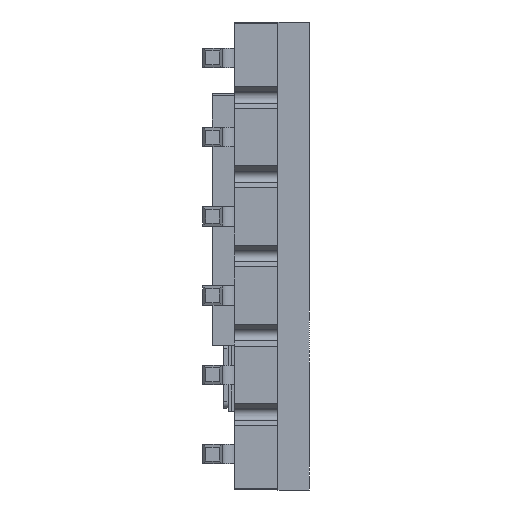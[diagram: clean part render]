
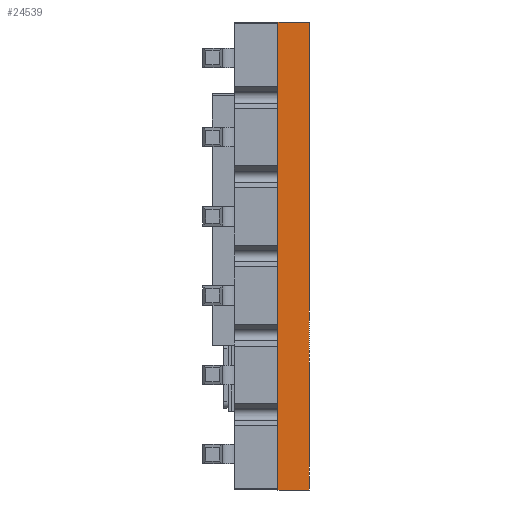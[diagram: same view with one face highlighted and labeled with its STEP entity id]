
A CAD part, front view. The second image highlights one B-rep face of the part: STEP entity #24539.
In plain terms, the highlighted planar face has unit normal (0, -1, 0).
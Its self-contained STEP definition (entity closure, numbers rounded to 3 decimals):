
#553 = VECTOR ( 'NONE', #12744, 1000. ) ;
#809 = VECTOR ( 'NONE', #20896, 1000. ) ;
#1731 = EDGE_CURVE ( 'NONE', #22302, #28869, #7168, .T. ) ;
#1879 = VERTEX_POINT ( 'NONE', #35953 ) ;
#2598 = VECTOR ( 'NONE', #4025, 1000. ) ;
#3446 = CARTESIAN_POINT ( 'NONE',  ( 2.1, 0., -7.5 ) ) ;
#4025 = DIRECTION ( 'NONE',  ( -1., 0., 0. ) ) ;
#4985 = LINE ( 'NONE', #27960, #37497 ) ;
#7168 = LINE ( 'NONE', #18484, #553 ) ;
#9162 = ORIENTED_EDGE ( 'NONE', *, *, #17426, .F. ) ;
#11030 = PLANE ( 'NONE',  #24754 ) ;
#12744 = DIRECTION ( 'NONE',  ( 0., 0., -1. ) ) ;
#13086 = VERTEX_POINT ( 'NONE', #3446 ) ;
#13544 = CARTESIAN_POINT ( 'NONE',  ( 3.1, 0., -7.5 ) ) ;
#16670 = DIRECTION ( 'NONE',  ( -1., 0., 0. ) ) ;
#17426 = EDGE_CURVE ( 'NONE', #28869, #13086, #4985, .T. ) ;
#18218 = LINE ( 'NONE', #29492, #809 ) ;
#18242 = CARTESIAN_POINT ( 'NONE',  ( 3.1, 0., 7.5 ) ) ;
#18484 = CARTESIAN_POINT ( 'NONE',  ( 3.1, 0., -7.5 ) ) ;
#18590 = ORIENTED_EDGE ( 'NONE', *, *, #1731, .F. ) ;
#19815 = FACE_OUTER_BOUND ( 'NONE', #36002, .T. ) ;
#20355 = ORIENTED_EDGE ( 'NONE', *, *, #22604, .T. ) ;
#20896 = DIRECTION ( 'NONE',  ( 0., 0., -1. ) ) ;
#22302 = VERTEX_POINT ( 'NONE', #18242 ) ;
#22604 = EDGE_CURVE ( 'NONE', #22302, #1879, #26607, .T. ) ;
#22897 = CARTESIAN_POINT ( 'NONE',  ( 3.1, 0., -7.5 ) ) ;
#24539 = ADVANCED_FACE ( 'NONE', ( #19815 ), #11030, .F. ) ;
#24754 = AXIS2_PLACEMENT_3D ( 'NONE', #22897, #28198, #28596 ) ;
#25394 = ORIENTED_EDGE ( 'NONE', *, *, #32937, .T. ) ;
#26607 = LINE ( 'NONE', #35925, #2598 ) ;
#27960 = CARTESIAN_POINT ( 'NONE',  ( 3.1, 0., -7.5 ) ) ;
#28198 = DIRECTION ( 'NONE',  ( 0., 1., 0. ) ) ;
#28596 = DIRECTION ( 'NONE',  ( -1., 0., 0. ) ) ;
#28869 = VERTEX_POINT ( 'NONE', #13544 ) ;
#29492 = CARTESIAN_POINT ( 'NONE',  ( 2.1, 0., -7.5 ) ) ;
#32937 = EDGE_CURVE ( 'NONE', #1879, #13086, #18218, .T. ) ;
#35925 = CARTESIAN_POINT ( 'NONE',  ( 3.1, 0., 7.5 ) ) ;
#35953 = CARTESIAN_POINT ( 'NONE',  ( 2.1, 0., 7.5 ) ) ;
#36002 = EDGE_LOOP ( 'NONE', ( #25394, #9162, #18590, #20355 ) ) ;
#37497 = VECTOR ( 'NONE', #16670, 1000. ) ;
